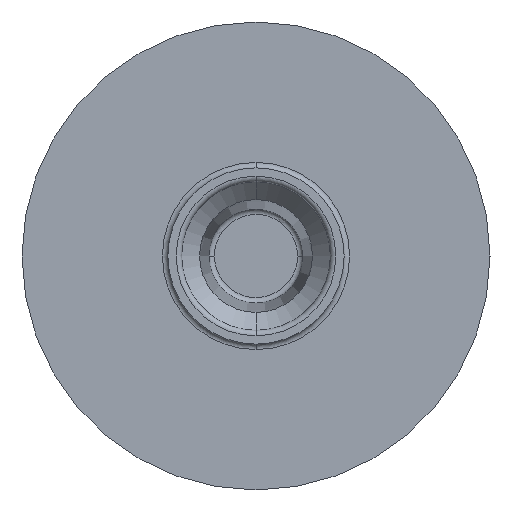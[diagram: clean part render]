
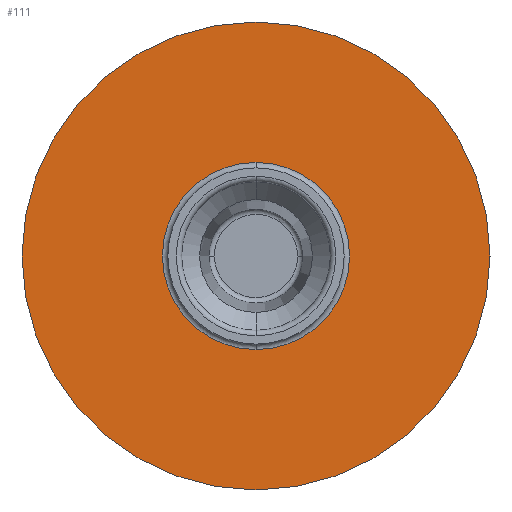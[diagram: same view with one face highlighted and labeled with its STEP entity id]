
A CAD part, front view. The second image highlights one B-rep face of the part: STEP entity #111.
In plain terms, the highlighted planar face has unit normal (0, -1, 0).
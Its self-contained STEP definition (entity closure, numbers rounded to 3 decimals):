
#26 = DIRECTION ( 'NONE',  ( 0., -1., 0. ) ) ;
#56 = AXIS2_PLACEMENT_3D ( 'NONE', #629, #26, #194 ) ;
#57 = EDGE_CURVE ( 'NONE', #408, #696, #182, .T. ) ;
#62 = EDGE_CURVE ( 'NONE', #696, #408, #587, .T. ) ;
#111 = ADVANCED_FACE ( 'NONE', ( #506, #450 ), #204, .T. ) ;
#146 = CARTESIAN_POINT ( 'NONE',  ( 0., 0., 0. ) ) ;
#182 = CIRCLE ( 'NONE', #296, 3.4 ) ;
#194 = DIRECTION ( 'NONE',  ( 0., 0., 1. ) ) ;
#195 = DIRECTION ( 'NONE',  ( 0., -1., 0. ) ) ;
#199 = DIRECTION ( 'NONE',  ( 0., 1., 0. ) ) ;
#204 = PLANE ( 'NONE',  #395 ) ;
#206 = CARTESIAN_POINT ( 'NONE',  ( 0., 0., 8.5 ) ) ;
#240 = CARTESIAN_POINT ( 'NONE',  ( 0., 0., 0. ) ) ;
#264 = DIRECTION ( 'NONE',  ( 0., 1., 0. ) ) ;
#281 = CARTESIAN_POINT ( 'NONE',  ( 0., 0., 0. ) ) ;
#296 = AXIS2_PLACEMENT_3D ( 'NONE', #240, #264, #499 ) ;
#315 = EDGE_LOOP ( 'NONE', ( #412, #651 ) ) ;
#370 = VERTEX_POINT ( 'NONE', #547 ) ;
#390 = DIRECTION ( 'NONE',  ( 0., 0., -1. ) ) ;
#391 = CARTESIAN_POINT ( 'NONE',  ( 0., 0., 3.4 ) ) ;
#395 = AXIS2_PLACEMENT_3D ( 'NONE', #686, #195, #390 ) ;
#408 = VERTEX_POINT ( 'NONE', #391 ) ;
#410 = CIRCLE ( 'NONE', #577, 8.5 ) ;
#412 = ORIENTED_EDGE ( 'NONE', *, *, #62, .T. ) ;
#424 = VERTEX_POINT ( 'NONE', #206 ) ;
#450 = FACE_OUTER_BOUND ( 'NONE', #501, .T. ) ;
#499 = DIRECTION ( 'NONE',  ( 0., 0., -1. ) ) ;
#501 = EDGE_LOOP ( 'NONE', ( #526, #656 ) ) ;
#506 = FACE_BOUND ( 'NONE', #315, .T. ) ;
#515 = DIRECTION ( 'NONE',  ( 0., -1., 0. ) ) ;
#526 = ORIENTED_EDGE ( 'NONE', *, *, #745, .T. ) ;
#532 = CIRCLE ( 'NONE', #56, 8.5 ) ;
#547 = CARTESIAN_POINT ( 'NONE',  ( 0., 0., -8.5 ) ) ;
#549 = CARTESIAN_POINT ( 'NONE',  ( 0., 0., -3.4 ) ) ;
#577 = AXIS2_PLACEMENT_3D ( 'NONE', #281, #515, #751 ) ;
#587 = CIRCLE ( 'NONE', #741, 3.4 ) ;
#615 = EDGE_CURVE ( 'NONE', #370, #424, #410, .T. ) ;
#629 = CARTESIAN_POINT ( 'NONE',  ( 0., 0., 0. ) ) ;
#651 = ORIENTED_EDGE ( 'NONE', *, *, #57, .T. ) ;
#656 = ORIENTED_EDGE ( 'NONE', *, *, #615, .T. ) ;
#686 = CARTESIAN_POINT ( 'NONE',  ( -8.5, 0., 0. ) ) ;
#696 = VERTEX_POINT ( 'NONE', #549 ) ;
#734 = DIRECTION ( 'NONE',  ( 0., 0., -1. ) ) ;
#741 = AXIS2_PLACEMENT_3D ( 'NONE', #146, #199, #734 ) ;
#745 = EDGE_CURVE ( 'NONE', #424, #370, #532, .T. ) ;
#751 = DIRECTION ( 'NONE',  ( 0., 0., 1. ) ) ;
